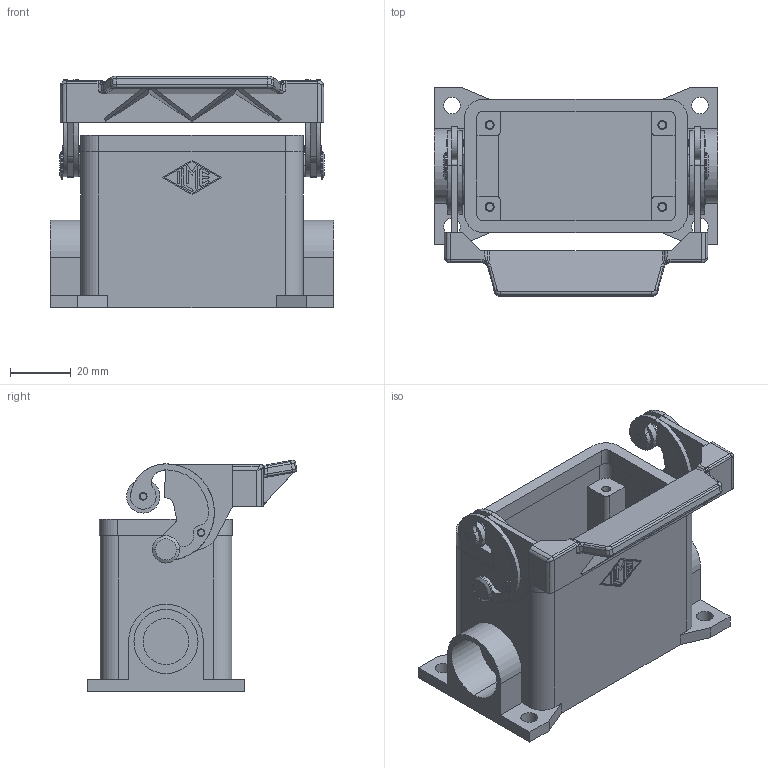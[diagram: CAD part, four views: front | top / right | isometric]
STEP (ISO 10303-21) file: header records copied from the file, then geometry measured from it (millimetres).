
FILE_DESCRIPTION((''),'2;1');
FILE_NAME('CHP 10 L.stp','2006-12-21T14:21:50',('gembarski'),(''),'Autodesk Inventor 7','Autodesk Inventor 7','');
FILE_SCHEMA(('AUTOMOTIVE_DESIGN { 1 0 10303 214 1 1 1 1 }'));
Length unit declared in the file: millimetre
Products named in the file (1): CHP 10 L
Bounding box: 93.5 x 69.2 x 76.42 mm (x, y, z)
Volume: 85404.5 mm3; surface area: 46845.3 mm2
Topology: 4 solids, 4 shells, 432 faces, 1140 edges, 742 vertices
Faces by surface type: plane 164, bspline 127, cylinder 123, torus 10, cone 4, sphere 4
Entity records: 16165 total; most frequent: CARTESIAN_POINT 5442, ORIENTED_EDGE 2268, DIRECTION 2220, EDGE_CURVE 1134, AXIS2_PLACEMENT_3D 798, VERTEX_POINT 742, VECTOR 624, LINE 624
